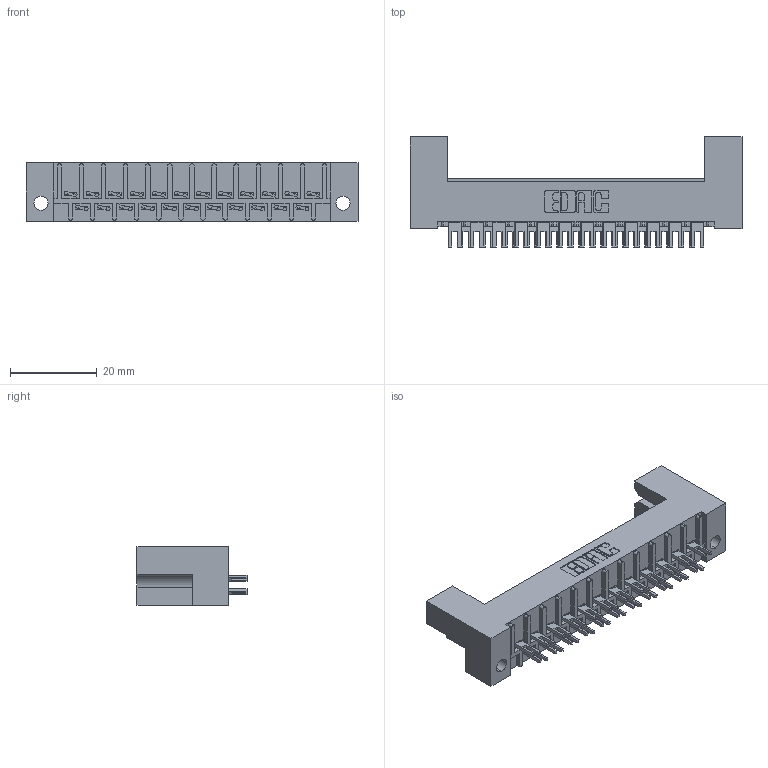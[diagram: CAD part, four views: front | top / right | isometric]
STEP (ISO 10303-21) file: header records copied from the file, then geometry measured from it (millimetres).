
FILE_DESCRIPTION (( 'STEP AP203' ), '1' );
FILE_NAME ('408-023-502-222.STEP', '2019-11-04T18:42:11', ( '' ), ( '' ), 'SwSTEP 2.0', 'SolidWorks 2016', '' );
FILE_SCHEMA (( 'CONFIG_CONTROL_DESIGN' ));
Length unit declared in the file: inch
Products named in the file (3): 408-290-001_408-290-102; 408-023-502-222; 408 Part_023 - 2
Assembly tree (24 placements, depth 2):
  408-023-502-222
    408 Part_023 - 2
    408-290-001_408-290-102  x23
Bounding box: 76.35 x 25.3 x 13.49 mm (x, y, z)
Volume: 9984.8 mm3; surface area: 11197.1 mm2
Topology: 24 solids, 24 shells, 1358 faces, 3724 edges, 2420 vertices
Faces by surface type: plane 1032, cylinder 234, bspline 92
Entity records: 19691 total; most frequent: CARTESIAN_POINT 3405, ORIENTED_EDGE 3312, DIRECTION 3030, EDGE_CURVE 1656, VECTOR 1452, LINE 1452, VERTEX_POINT 1100, AXIS2_PLACEMENT_3D 789
